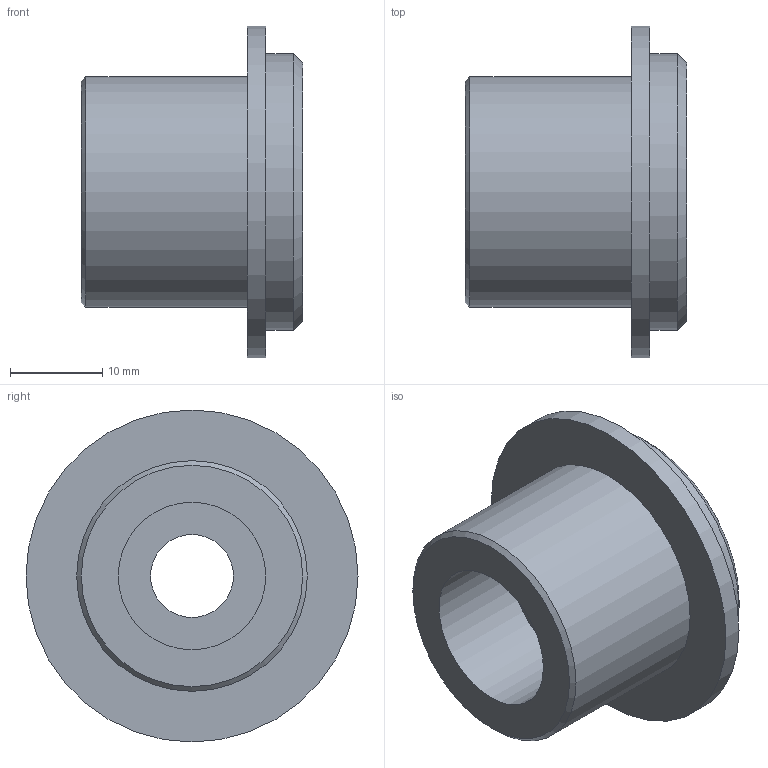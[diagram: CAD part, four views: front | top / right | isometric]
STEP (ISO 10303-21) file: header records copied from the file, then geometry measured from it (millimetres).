
FILE_DESCRIPTION(/* description */ ('Lagerbüchse'),/* implementation_level */ '2;1');
FILE_NAME(/* name */ 'JR 810670.ipt_.step',/* time_stamp */ '2024-08-29T17:27:52+02:00',/* author */ ('DIHO'),/* organization */ (''),/* preprocessor_version */ 'ST-DEVELOPER v18.1',/* originating_system */ 'Autodesk Inventor 2022',/* authorisation */ '');
FILE_SCHEMA (('AUTOMOTIVE_DESIGN { 1 0 10303 214 3 1 1 }'));
Length unit declared in the file: millimetre
Products named in the file (1): JR 810670
Bounding box: 24 x 36 x 36 mm (x, y, z)
Volume: 10604.4 mm3; surface area: 4766.1 mm2
Topology: 1 solids, 1 shells, 12 faces, 21 edges, 14 vertices
Faces by surface type: plane 5, cylinder 5, cone 2
Full cylindrical faces by diameter (mm): 9 x1, 16 x1, 25 x1, 30 x1, 36 x1
Entity records: 346 total; most frequent: DIRECTION 61, CARTESIAN_POINT 48, ORIENTED_EDGE 42, AXIS2_PLACEMENT_3D 27, EDGE_CURVE 21, EDGE_LOOP 17, CIRCLE 14, VERTEX_POINT 14
